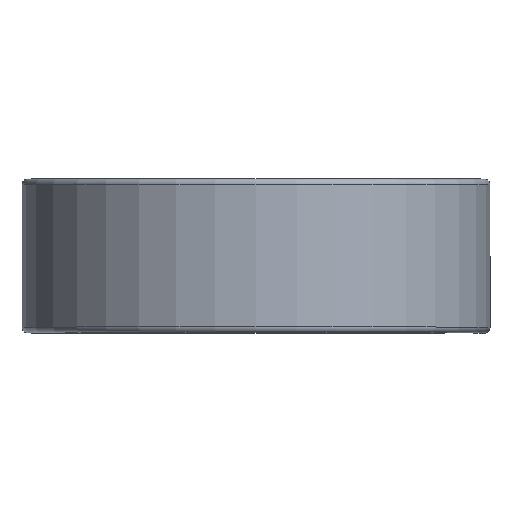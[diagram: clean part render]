
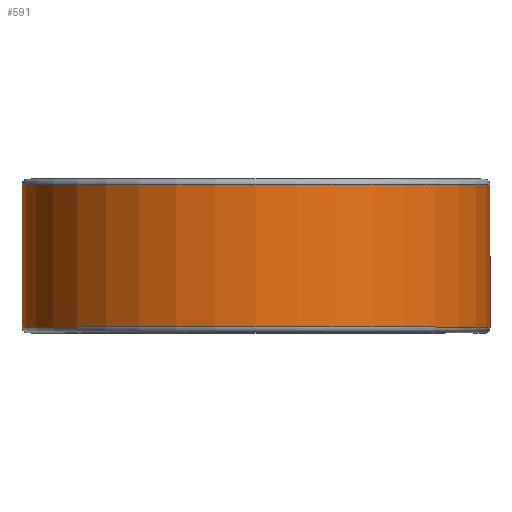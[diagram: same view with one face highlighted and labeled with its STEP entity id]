
A CAD part, top view. The second image highlights one B-rep face of the part: STEP entity #591.
In plain terms, the highlighted cylindrical face has radius 31.382 mm (diameter 62.763 mm), a partial arc.
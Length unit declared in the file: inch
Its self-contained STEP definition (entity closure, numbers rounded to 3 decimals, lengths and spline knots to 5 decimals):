
#78 = DIRECTION ( 'NONE',  ( 0., 0., -1. ) ) ;
#87 = EDGE_CURVE ( 'NONE', #463, #1895, #290, .T. ) ;
#129 = DIRECTION ( 'NONE',  ( 0., 1., 0. ) ) ;
#163 = DIRECTION ( 'NONE',  ( 0., -1., 0. ) ) ;
#200 = EDGE_CURVE ( 'NONE', #1585, #1895, #412, .T. ) ;
#290 = CIRCLE ( 'NONE', #422, 1.2355 ) ;
#398 = EDGE_CURVE ( 'NONE', #400, #1585, #500, .T. ) ;
#400 = VERTEX_POINT ( 'NONE', #1896 ) ;
#402 = VECTOR ( 'NONE', #129, 39.37008 ) ;
#412 = LINE ( 'NONE', #1968, #402 ) ;
#422 = AXIS2_PLACEMENT_3D ( 'NONE', #1452, #163, #1409 ) ;
#463 = VERTEX_POINT ( 'NONE', #1375 ) ;
#500 = CIRCLE ( 'NONE', #1184, 1.2355 ) ;
#514 = CARTESIAN_POINT ( 'NONE',  ( 0., 0.375, 0. ) ) ;
#540 = DIRECTION ( 'NONE',  ( 0., -1., 0. ) ) ;
#591 = ADVANCED_FACE ( 'NONE', ( #2329 ), #2255, .T. ) ;
#616 = DIRECTION ( 'NONE',  ( 0., 1., 0. ) ) ;
#794 = VECTOR ( 'NONE', #616, 39.37008 ) ;
#797 = LINE ( 'NONE', #2074, #794 ) ;
#1123 = ORIENTED_EDGE ( 'NONE', *, *, #1724, .T. ) ;
#1184 = AXIS2_PLACEMENT_3D ( 'NONE', #1743, #1738, #1726 ) ;
#1313 = CARTESIAN_POINT ( 'NONE',  ( 0., -0.37625, -1.2355 ) ) ;
#1331 = ORIENTED_EDGE ( 'NONE', *, *, #398, .F. ) ;
#1364 = AXIS2_PLACEMENT_3D ( 'NONE', #514, #540, #78 ) ;
#1375 = CARTESIAN_POINT ( 'NONE',  ( 1.2355, 0.37625, 0. ) ) ;
#1409 = DIRECTION ( 'NONE',  ( 0., 0., -1. ) ) ;
#1413 = CARTESIAN_POINT ( 'NONE',  ( 0., 0.37625, -1.2355 ) ) ;
#1452 = CARTESIAN_POINT ( 'NONE',  ( 0., 0.37625, 0. ) ) ;
#1585 = VERTEX_POINT ( 'NONE', #1313 ) ;
#1615 = EDGE_LOOP ( 'NONE', ( #1123, #2024, #2394, #1331 ) ) ;
#1724 = EDGE_CURVE ( 'NONE', #400, #463, #797, .T. ) ;
#1726 = DIRECTION ( 'NONE',  ( 0., 0., -1. ) ) ;
#1738 = DIRECTION ( 'NONE',  ( 0., -1., 0. ) ) ;
#1743 = CARTESIAN_POINT ( 'NONE',  ( 0., -0.37625, 0. ) ) ;
#1895 = VERTEX_POINT ( 'NONE', #1413 ) ;
#1896 = CARTESIAN_POINT ( 'NONE',  ( 1.2355, -0.37625, 0. ) ) ;
#1968 = CARTESIAN_POINT ( 'NONE',  ( 0., 0.37625, -1.2355 ) ) ;
#2024 = ORIENTED_EDGE ( 'NONE', *, *, #87, .T. ) ;
#2074 = CARTESIAN_POINT ( 'NONE',  ( 1.2355, 0.37625, 0. ) ) ;
#2255 = CYLINDRICAL_SURFACE ( 'NONE', #1364, 1.2355 ) ;
#2329 = FACE_OUTER_BOUND ( 'NONE', #1615, .T. ) ;
#2394 = ORIENTED_EDGE ( 'NONE', *, *, #200, .F. ) ;
